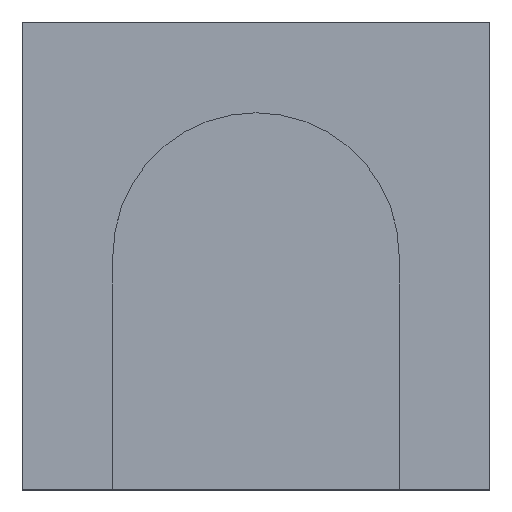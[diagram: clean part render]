
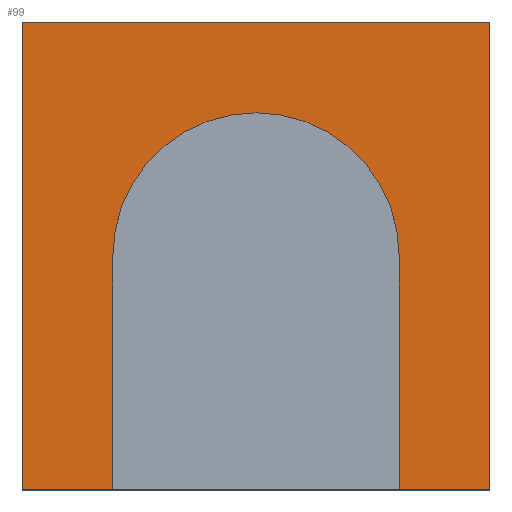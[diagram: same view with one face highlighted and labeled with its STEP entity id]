
A CAD part, top view. The second image highlights one B-rep face of the part: STEP entity #99.
In plain terms, the highlighted planar face has unit normal (0, 0, 1).
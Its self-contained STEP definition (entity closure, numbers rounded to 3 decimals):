
#27=CARTESIAN_POINT('',(100.,0.,6.4));
#28=DIRECTION('',(0.,0.,1.));
#29=DIRECTION('',(1.,0.,0.));
#30=AXIS2_PLACEMENT_3D('',#27,#28,#29);
#31=PLANE('',#30);
#32=CARTESIAN_POINT('',(157.65,-0.,6.4));
#33=VERTEX_POINT('',#32);
#34=CARTESIAN_POINT('',(142.35,-0.,6.4));
#35=VERTEX_POINT('',#34);
#36=CARTESIAN_POINT('',(150.,-0.,6.4));
#37=DIRECTION('',(0.,0.,1.));
#38=DIRECTION('',(1.,0.,-0.));
#39=AXIS2_PLACEMENT_3D('',#36,#37,#38);
#40=CIRCLE('',#39,7.65);
#41=EDGE_CURVE('',#33,#35,#40,.T.);
#42=ORIENTED_EDGE('',*,*,#41,.F.);
#43=CARTESIAN_POINT('',(157.65,-12.5,6.4));
#44=VERTEX_POINT('',#43);
#45=CARTESIAN_POINT('',(157.65,-0.,6.4));
#46=DIRECTION('',(0.,-1.,0.));
#47=VECTOR('',#46,12.5);
#48=LINE('',#45,#47);
#49=EDGE_CURVE('',#33,#44,#48,.T.);
#50=ORIENTED_EDGE('',*,*,#49,.T.);
#51=CARTESIAN_POINT('',(162.5,-12.5,6.4));
#52=VERTEX_POINT('',#51);
#53=CARTESIAN_POINT('',(162.5,-12.5,6.4));
#54=DIRECTION('',(-1.,0.,0.));
#55=VECTOR('',#54,4.85);
#56=LINE('',#53,#55);
#57=EDGE_CURVE('',#52,#44,#56,.T.);
#58=ORIENTED_EDGE('',*,*,#57,.F.);
#59=CARTESIAN_POINT('',(162.5,12.5,6.4));
#60=VERTEX_POINT('',#59);
#61=CARTESIAN_POINT('',(162.5,12.5,6.4));
#62=DIRECTION('',(0.,-1.,0.));
#63=VECTOR('',#62,25.);
#64=LINE('',#61,#63);
#65=EDGE_CURVE('',#60,#52,#64,.T.);
#66=ORIENTED_EDGE('',*,*,#65,.F.);
#67=CARTESIAN_POINT('',(137.5,12.5,6.4));
#68=VERTEX_POINT('',#67);
#69=CARTESIAN_POINT('',(137.5,12.5,6.4));
#70=DIRECTION('',(1.,0.,-0.));
#71=VECTOR('',#70,25.);
#72=LINE('',#69,#71);
#73=EDGE_CURVE('',#68,#60,#72,.T.);
#74=ORIENTED_EDGE('',*,*,#73,.F.);
#75=CARTESIAN_POINT('',(137.5,-12.5,6.4));
#76=VERTEX_POINT('',#75);
#77=CARTESIAN_POINT('',(137.5,-12.5,6.4));
#78=DIRECTION('',(0.,1.,0.));
#79=VECTOR('',#78,25.);
#80=LINE('',#77,#79);
#81=EDGE_CURVE('',#76,#68,#80,.T.);
#82=ORIENTED_EDGE('',*,*,#81,.F.);
#83=CARTESIAN_POINT('',(142.35,-12.5,6.4));
#84=VERTEX_POINT('',#83);
#85=CARTESIAN_POINT('',(142.35,-12.5,6.4));
#86=DIRECTION('',(-1.,0.,0.));
#87=VECTOR('',#86,4.85);
#88=LINE('',#85,#87);
#89=EDGE_CURVE('',#84,#76,#88,.T.);
#90=ORIENTED_EDGE('',*,*,#89,.F.);
#91=CARTESIAN_POINT('',(142.35,-0.,6.4));
#92=DIRECTION('',(0.,-1.,0.));
#93=VECTOR('',#92,12.5);
#94=LINE('',#91,#93);
#95=EDGE_CURVE('',#35,#84,#94,.T.);
#96=ORIENTED_EDGE('',*,*,#95,.F.);
#97=EDGE_LOOP('',(#42,#50,#58,#66,#74,#82,#90,#96));
#98=FACE_BOUND('',#97,.T.);
#99=ADVANCED_FACE('',(#98),#31,.T.);
